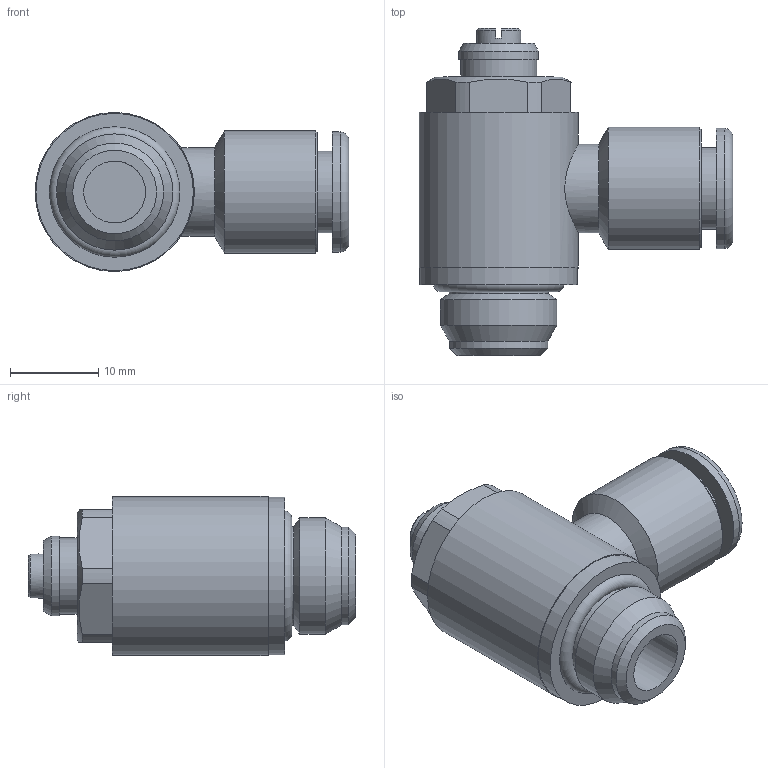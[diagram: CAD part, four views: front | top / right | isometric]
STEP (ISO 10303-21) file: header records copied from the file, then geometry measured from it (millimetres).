
FILE_DESCRIPTION(/* description */ ('Alibre Inc.'),/* implementation_level */ '2;1');
FILE_NAME(/* name */ 'export-BC1347E5-D80B-4345-82D8-08C5074C6239',/* time_stamp */ '2021-04-17T13:52:09+02:00',/* author */ (''),/* organization */ (''),/* preprocessor_version */ 'ST-DEVELOPER v17',/* originating_system */ 'Alibre',/* authorisation */ '');
FILE_SCHEMA (('AUTOMOTIVE_DESIGN'));
Length unit declared in the file: millimetre
Products named in the file (1): _9001006C
Bounding box: 35.5 x 37 x 18 mm (x, y, z)
Volume: 6891.3 mm3; surface area: 4414.1 mm2
Topology: 1 solids, 1 shells, 55 faces, 127 edges, 83 vertices
Faces by surface type: plane 24, cylinder 20, cone 9, torus 2
Full cylindrical faces by diameter (mm): 5 x1, 7 x1, 8 x1, 8.6 x1, 9 x1, 9.2 x1, 10 x1, 11.079 x1, 11.2 x1, 13.157 x1, 13.6 x1, 13.8 x1, 17.8 x1, 18 x1
Entity records: 1777 total; most frequent: CARTESIAN_POINT 428, DIRECTION 260, ORIENTED_EDGE 254, EDGE_CURVE 127, AXIS2_PLACEMENT_3D 118, VERTEX_POINT 83, EDGE_LOOP 66, FACE_BOUND 66
